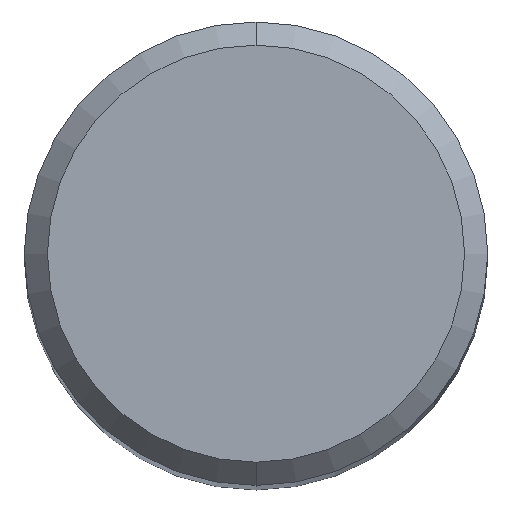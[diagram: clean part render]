
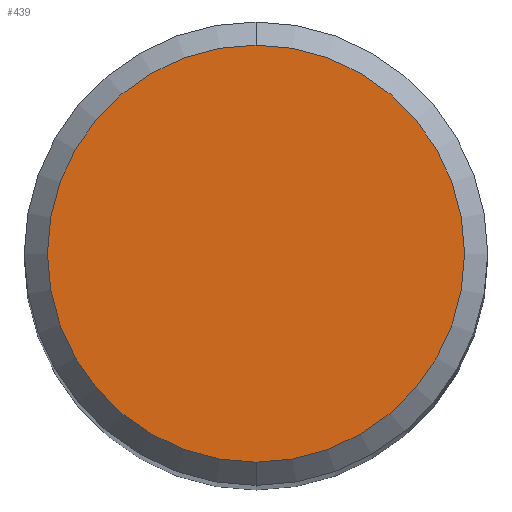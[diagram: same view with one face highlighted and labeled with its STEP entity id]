
A CAD part, top view. The second image highlights one B-rep face of the part: STEP entity #439.
In plain terms, the highlighted planar face has unit normal (0, 0, 1).
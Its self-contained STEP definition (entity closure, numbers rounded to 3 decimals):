
#205=EDGE_CURVE('',#445,#453,#514,.T.);
#241=EDGE_CURVE('',#453,#445,#554,.T.);
#439=ADVANCED_FACE('',(#770),#771,.T.);
#445=VERTEX_POINT('',#778);
#453=VERTEX_POINT('',#788);
#514=CIRCLE('',#872,4.5);
#554=CIRCLE('',#939,4.5);
#770=FACE_OUTER_BOUND('',#1420,.T.);
#771=PLANE('',#1421);
#778=CARTESIAN_POINT('',(0.,-4.5,0.0));
#788=CARTESIAN_POINT('',(0.0,4.5,0.0));
#872=AXIS2_PLACEMENT_3D('',#1505,#1506,#1507);
#939=AXIS2_PLACEMENT_3D('',#1562,#1563,#1564);
#1420=EDGE_LOOP('',(#1789,#1790));
#1421=AXIS2_PLACEMENT_3D('',#1791,#1792,#1793);
#1505=CARTESIAN_POINT('',(0.0,0.0,0.0));
#1506=DIRECTION('',(0.0,0.0,-1.0));
#1507=DIRECTION('',(0.0,1.0,0.0));
#1562=CARTESIAN_POINT('',(0.0,0.0,0.0));
#1563=DIRECTION('',(0.0,0.0,-1.0));
#1564=DIRECTION('',(0.0,1.0,0.0));
#1789=ORIENTED_EDGE('',*,*,#241,.F.);
#1790=ORIENTED_EDGE('',*,*,#205,.F.);
#1791=CARTESIAN_POINT('',(0.0,2.25,0.0));
#1792=DIRECTION('',(-0.0,0.0,1.0));
#1793=DIRECTION('',(0.0,-1.0,0.0));
